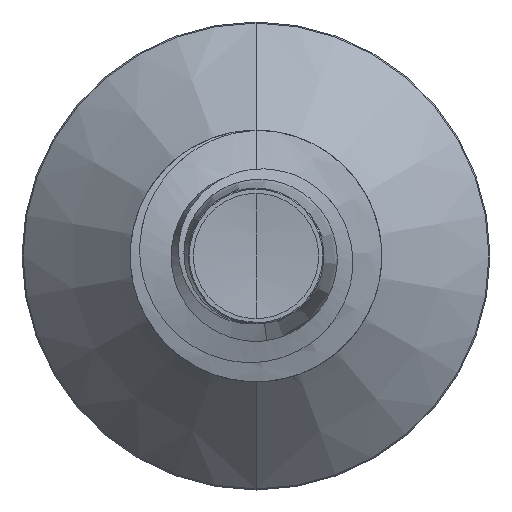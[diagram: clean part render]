
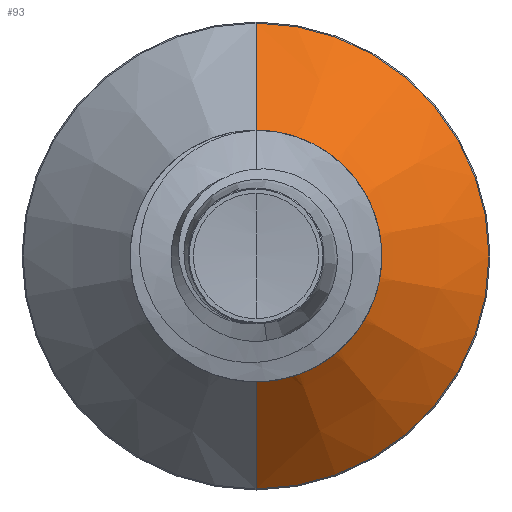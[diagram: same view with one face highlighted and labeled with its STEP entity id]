
A CAD part, front view. The second image highlights one B-rep face of the part: STEP entity #93.
In plain terms, the highlighted conical face has half-angle 45 degrees and reference radius 1.847 mm.
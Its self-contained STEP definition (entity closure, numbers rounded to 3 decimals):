
#93 = ADVANCED_FACE ( 'NONE', ( #13043 ), #1974, .T. ) ;
#326 = CARTESIAN_POINT ( 'NONE',  ( 0., 15.228, -4.628 ) ) ;
#569 = CIRCLE ( 'NONE', #15499, 4.628 ) ;
#1244 = AXIS2_PLACEMENT_3D ( 'NONE', #11836, #3970, #9556 ) ;
#1293 = LINE ( 'NONE', #5718, #16213 ) ;
#1517 = VECTOR ( 'NONE', #12775, 1000. ) ;
#1849 = CARTESIAN_POINT ( 'NONE',  ( 0., 15.228, 0. ) ) ;
#1974 = CONICAL_SURFACE ( 'NONE', #1244, 1.847, 0.785 ) ;
#2013 = ORIENTED_EDGE ( 'NONE', *, *, #6066, .T. ) ;
#3226 = DIRECTION ( 'NONE',  ( 0., 0., 1. ) ) ;
#3970 = DIRECTION ( 'NONE',  ( 0., 1., 0. ) ) ;
#4161 = VERTEX_POINT ( 'NONE', #8737 ) ;
#4595 = EDGE_LOOP ( 'NONE', ( #14466, #2013, #12482, #14303 ) ) ;
#5072 = VERTEX_POINT ( 'NONE', #8938 ) ;
#5718 = CARTESIAN_POINT ( 'NONE',  ( 0., 12.447, 1.847 ) ) ;
#5766 = DIRECTION ( 'NONE',  ( 0., 0.707, 0.707 ) ) ;
#5904 = DIRECTION ( 'NONE',  ( 0., 1., 0. ) ) ;
#6066 = EDGE_CURVE ( 'NONE', #4161, #14657, #15229, .T. ) ;
#8737 = CARTESIAN_POINT ( 'NONE',  ( 0., 12.447, -1.847 ) ) ;
#8938 = CARTESIAN_POINT ( 'NONE',  ( 0., 15.228, 4.628 ) ) ;
#9556 = DIRECTION ( 'NONE',  ( 0., 0., 1. ) ) ;
#11275 = DIRECTION ( 'NONE',  ( 0., 1., 0. ) ) ;
#11836 = CARTESIAN_POINT ( 'NONE',  ( 0., 12.447, 0. ) ) ;
#12364 = EDGE_CURVE ( 'NONE', #15783, #5072, #1293, .T. ) ;
#12482 = ORIENTED_EDGE ( 'NONE', *, *, #15172, .F. ) ;
#12584 = AXIS2_PLACEMENT_3D ( 'NONE', #13784, #5904, #15058 ) ;
#12775 = DIRECTION ( 'NONE',  ( 0., 0.707, -0.707 ) ) ;
#13043 = FACE_OUTER_BOUND ( 'NONE', #4595, .T. ) ;
#13784 = CARTESIAN_POINT ( 'NONE',  ( 0., 12.447, 0. ) ) ;
#14163 = CIRCLE ( 'NONE', #12584, 1.847 ) ;
#14303 = ORIENTED_EDGE ( 'NONE', *, *, #12364, .F. ) ;
#14330 = CARTESIAN_POINT ( 'NONE',  ( 0., 12.447, -1.847 ) ) ;
#14466 = ORIENTED_EDGE ( 'NONE', *, *, #17067, .T. ) ;
#14657 = VERTEX_POINT ( 'NONE', #326 ) ;
#15058 = DIRECTION ( 'NONE',  ( 0., 0., 1. ) ) ;
#15172 = EDGE_CURVE ( 'NONE', #5072, #14657, #569, .T. ) ;
#15229 = LINE ( 'NONE', #14330, #1517 ) ;
#15419 = CARTESIAN_POINT ( 'NONE',  ( 0., 12.447, 1.847 ) ) ;
#15499 = AXIS2_PLACEMENT_3D ( 'NONE', #1849, #11275, #3226 ) ;
#15783 = VERTEX_POINT ( 'NONE', #15419 ) ;
#16213 = VECTOR ( 'NONE', #5766, 1000. ) ;
#17067 = EDGE_CURVE ( 'NONE', #15783, #4161, #14163, .T. ) ;
